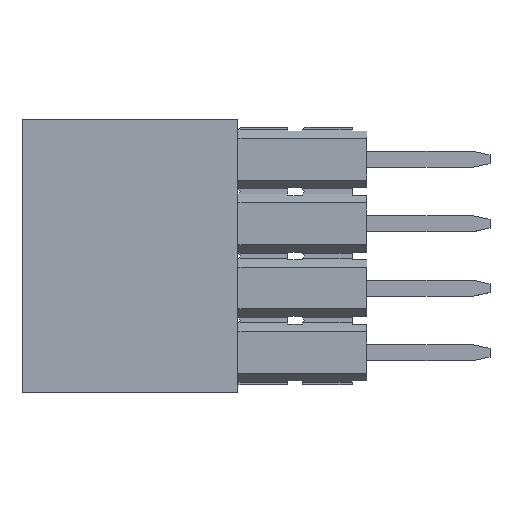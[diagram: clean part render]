
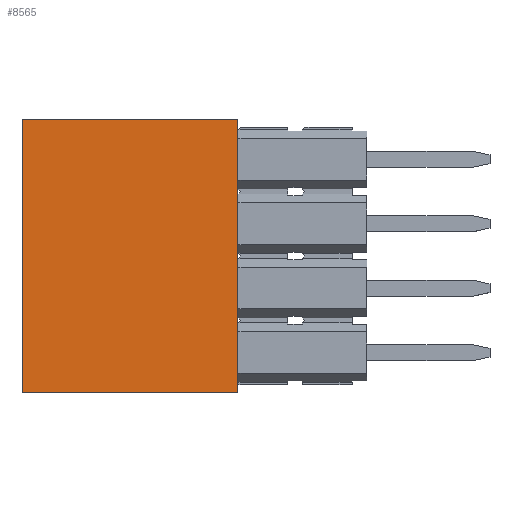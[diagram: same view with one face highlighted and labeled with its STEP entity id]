
A CAD part, top view. The second image highlights one B-rep face of the part: STEP entity #8565.
In plain terms, the highlighted planar face has unit normal (0, 0, 1).
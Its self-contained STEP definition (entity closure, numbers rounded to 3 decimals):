
#543=FACE_OUTER_BOUND('',#985,.T.);
#985=EDGE_LOOP('',(#7338,#7339,#7340,#7341));
#2018=LINE('',#13472,#3154);
#2019=LINE('',#13474,#3155);
#2020=LINE('',#13476,#3156);
#2021=LINE('',#13477,#3157);
#3154=VECTOR('',#11019,1.);
#3155=VECTOR('',#11020,1.);
#3156=VECTOR('',#11021,1.);
#3157=VECTOR('',#11022,1.);
#4050=VERTEX_POINT('',#13470);
#4051=VERTEX_POINT('',#13471);
#4052=VERTEX_POINT('',#13473);
#4053=VERTEX_POINT('',#13475);
#5190=EDGE_CURVE('',#4050,#4051,#2018,.T.);
#5191=EDGE_CURVE('',#4051,#4052,#2019,.T.);
#5192=EDGE_CURVE('',#4053,#4052,#2020,.T.);
#5193=EDGE_CURVE('',#4053,#4050,#2021,.T.);
#7338=ORIENTED_EDGE('',*,*,#5190,.T.);
#7339=ORIENTED_EDGE('',*,*,#5191,.T.);
#7340=ORIENTED_EDGE('',*,*,#5192,.F.);
#7341=ORIENTED_EDGE('',*,*,#5193,.T.);
#8139=PLANE('',#9118);
#8565=ADVANCED_FACE('',(#543),#8139,.T.);
#9118=AXIS2_PLACEMENT_3D('',#13469,#11017,#11018);
#11017=DIRECTION('center_axis',(0.,0.,1.));
#11018=DIRECTION('ref_axis',(-1.,0.,0.));
#11019=DIRECTION('',(0.,-1.,0.));
#11020=DIRECTION('',(1.,0.,0.));
#11021=DIRECTION('',(0.,-1.,0.));
#11022=DIRECTION('',(-1.,0.,0.));
#13469=CARTESIAN_POINT('Origin',(0.,10.66,-35.27));
#13470=CARTESIAN_POINT('',(-8.5,10.71,-35.27));
#13471=CARTESIAN_POINT('',(-8.5,-0.05,-35.27));
#13472=CARTESIAN_POINT('',(-8.5,10.66,-35.27));
#13473=CARTESIAN_POINT('',(0.,-0.05,-35.27));
#13474=CARTESIAN_POINT('',(0.,-0.05,-35.27));
#13475=CARTESIAN_POINT('',(0.,10.71,-35.27));
#13476=CARTESIAN_POINT('',(0.,10.66,-35.27));
#13477=CARTESIAN_POINT('',(0.,10.71,-35.27));
